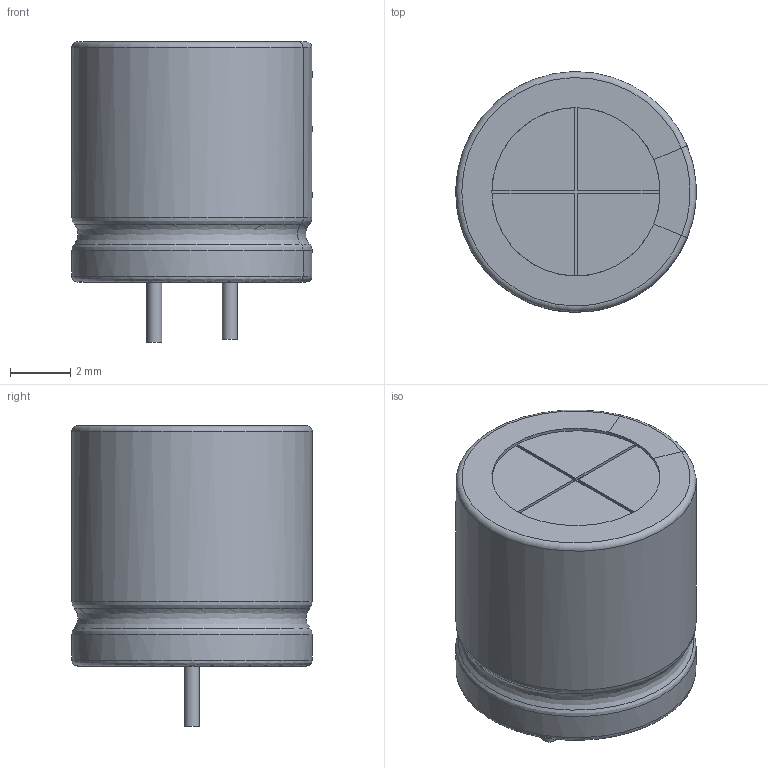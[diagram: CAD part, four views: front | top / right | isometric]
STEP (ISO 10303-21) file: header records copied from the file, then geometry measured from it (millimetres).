
FILE_DESCRIPTION(/* description */ ('model of CP_Radial_D8.0mm_P2.50mm'),/* implementation_level */ '2;1');
FILE_NAME(/* name */ 'CP_Radial_D8.0mm_P2.50mm.step',/* time_stamp */ '2017-05-20T20:36:15',/* author */ ('kicad StepUp','ksu'),/* organization */ ('FreeCAD'),/* preprocessor_version */ 'OCC',/* originating_system */ 'kicad StepUp',/* authorisation */ '');
FILE_SCHEMA(('AUTOMOTIVE_DESIGN_CC2 { 1 2 10303 214 -1 1 5 4 }'));
Length unit declared in the file: millimetre
Products named in the file (1): CP_Radial_D80mm_P250mm
Bounding box: 8 x 8 x 10 mm (x, y, z)
Volume: 389.6 mm3; surface area: 364.4 mm2
Topology: 1 solids, 2 shells, 54 faces, 134 edges, 87 vertices
Faces by surface type: plane 23, cylinder 15, bspline 8, revolution 6, torus 2
Full cylindrical faces by diameter (mm): 0.5 x2
Entity records: 1561 total; most frequent: CARTESIAN_POINT 605, ORIENTED_EDGE 221, EDGE_CURVE 134, VERTEX_POINT 87, AXIS2_PLACEMENT_3D 58, FACE_BOUND 57, EDGE_LOOP 57, ADVANCED_FACE 54
